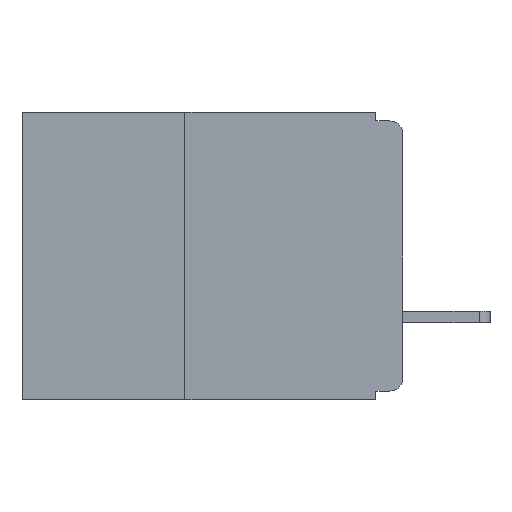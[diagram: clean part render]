
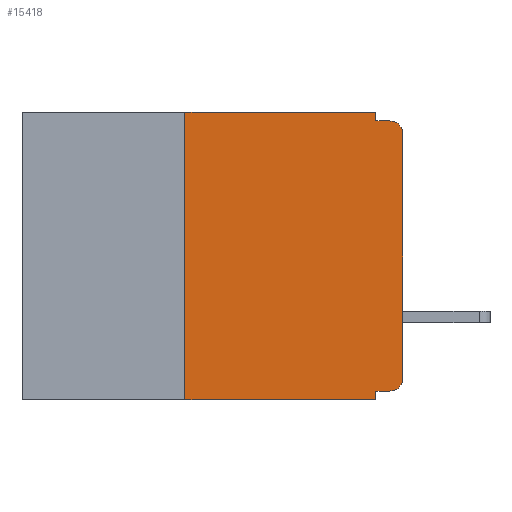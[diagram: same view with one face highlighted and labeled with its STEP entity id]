
A CAD part, left-side view. The second image highlights one B-rep face of the part: STEP entity #15418.
In plain terms, the highlighted planar face has unit normal (-1, 0, 0).
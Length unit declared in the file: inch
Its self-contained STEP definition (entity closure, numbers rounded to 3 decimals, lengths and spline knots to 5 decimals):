
#600 = DIRECTION ( 'NONE',  ( 0., 0., -1. ) ) ;
#651 = EDGE_CURVE ( 'NONE', #11763, #7809, #1961, .T. ) ;
#1105 = DIRECTION ( 'NONE',  ( 0., 0., -1. ) ) ;
#1211 = DIRECTION ( 'NONE',  ( 0., -1., 0. ) ) ;
#1216 = ORIENTED_EDGE ( 'NONE', *, *, #651, .F. ) ;
#1334 = FACE_OUTER_BOUND ( 'NONE', #8573, .T. ) ;
#1368 = EDGE_CURVE ( 'NONE', #10393, #11763, #6677, .T. ) ;
#1529 = VERTEX_POINT ( 'NONE', #7572 ) ;
#1599 = ORIENTED_EDGE ( 'NONE', *, *, #2088, .F. ) ;
#1961 = LINE ( 'NONE', #13103, #8531 ) ;
#2001 = VERTEX_POINT ( 'NONE', #9742 ) ;
#2088 = EDGE_CURVE ( 'NONE', #1529, #6044, #5179, .T. ) ;
#2332 = LINE ( 'NONE', #3973, #8895 ) ;
#2474 = DIRECTION ( 'NONE',  ( 0., 0., -1. ) ) ;
#2794 = VECTOR ( 'NONE', #11277, 39.37008 ) ;
#3098 = AXIS2_PLACEMENT_3D ( 'NONE', #12206, #8453, #600 ) ;
#3457 = ORIENTED_EDGE ( 'NONE', *, *, #16197, .F. ) ;
#3973 = CARTESIAN_POINT ( 'NONE',  ( 0., 0.437, 0. ) ) ;
#4233 = VERTEX_POINT ( 'NONE', #10994 ) ;
#4753 = VECTOR ( 'NONE', #4905, 39.37008 ) ;
#4905 = DIRECTION ( 'NONE',  ( 0., 0., -1. ) ) ;
#5179 = LINE ( 'NONE', #5984, #4753 ) ;
#5254 = DIRECTION ( 'NONE',  ( 0., -1., 0. ) ) ;
#5402 = CIRCLE ( 'NONE', #12564, 0.015 ) ;
#5704 = CARTESIAN_POINT ( 'NONE',  ( 0., 0.031, -0.33 ) ) ;
#5984 = CARTESIAN_POINT ( 'NONE',  ( 0., 0.031, 0. ) ) ;
#6044 = VERTEX_POINT ( 'NONE', #14136 ) ;
#6245 = CARTESIAN_POINT ( 'NONE',  ( 0., 0.25, -0.33 ) ) ;
#6339 = ORIENTED_EDGE ( 'NONE', *, *, #15650, .T. ) ;
#6677 = LINE ( 'NONE', #12660, #2794 ) ;
#6723 = DIRECTION ( 'NONE',  ( 0., 0., 1. ) ) ;
#7362 = ORIENTED_EDGE ( 'NONE', *, *, #11135, .T. ) ;
#7454 = VECTOR ( 'NONE', #16242, 39.37008 ) ;
#7571 = DIRECTION ( 'NONE',  ( -1., 0., 0. ) ) ;
#7572 = CARTESIAN_POINT ( 'NONE',  ( 0., 0.031, 0. ) ) ;
#7736 = CARTESIAN_POINT ( 'NONE',  ( 0., 0.437, -0.33 ) ) ;
#7809 = VERTEX_POINT ( 'NONE', #5704 ) ;
#7888 = CARTESIAN_POINT ( 'NONE',  ( 0., 0., -0.01 ) ) ;
#8293 = CARTESIAN_POINT ( 'NONE',  ( 0., 0., -0.025 ) ) ;
#8453 = DIRECTION ( 'NONE',  ( 1., 0., 0. ) ) ;
#8531 = VECTOR ( 'NONE', #2474, 39.37008 ) ;
#8573 = EDGE_LOOP ( 'NONE', ( #15347, #13654, #14031, #1599, #3457, #11958, #7362, #1216, #8995, #6339 ) ) ;
#8615 = VERTEX_POINT ( 'NONE', #16044 ) ;
#8721 = EDGE_CURVE ( 'NONE', #10243, #2001, #11835, .T. ) ;
#8895 = VECTOR ( 'NONE', #5254, 39.37008 ) ;
#8936 = EDGE_CURVE ( 'NONE', #8615, #10243, #15223, .T. ) ;
#8958 = DIRECTION ( 'NONE',  ( -1., 0., 0. ) ) ;
#8962 = LINE ( 'NONE', #7736, #11933 ) ;
#8995 = ORIENTED_EDGE ( 'NONE', *, *, #1368, .F. ) ;
#9209 = DIRECTION ( 'NONE',  ( 0., -1., 0. ) ) ;
#9742 = CARTESIAN_POINT ( 'NONE',  ( 0., 0.015, -0.01 ) ) ;
#10243 = VERTEX_POINT ( 'NONE', #8293 ) ;
#10393 = VERTEX_POINT ( 'NONE', #13659 ) ;
#10398 = CARTESIAN_POINT ( 'NONE',  ( 0., 0.25, 0. ) ) ;
#10894 = LINE ( 'NONE', #6245, #7454 ) ;
#10994 = CARTESIAN_POINT ( 'NONE',  ( 0., 0.25, -0.33 ) ) ;
#11135 = EDGE_CURVE ( 'NONE', #4233, #7809, #8962, .T. ) ;
#11177 = AXIS2_PLACEMENT_3D ( 'NONE', #16304, #8958, #1105 ) ;
#11277 = DIRECTION ( 'NONE',  ( 0., 1., 0. ) ) ;
#11726 = LINE ( 'NONE', #7888, #14931 ) ;
#11763 = VERTEX_POINT ( 'NONE', #12810 ) ;
#11816 = EDGE_CURVE ( 'NONE', #6044, #2001, #11726, .T. ) ;
#11835 = CIRCLE ( 'NONE', #11177, 0.015 ) ;
#11933 = VECTOR ( 'NONE', #1211, 39.37008 ) ;
#11958 = ORIENTED_EDGE ( 'NONE', *, *, #15995, .F. ) ;
#11998 = VECTOR ( 'NONE', #6723, 39.37008 ) ;
#12206 = CARTESIAN_POINT ( 'NONE',  ( 0., 0.437, 0. ) ) ;
#12564 = AXIS2_PLACEMENT_3D ( 'NONE', #15049, #7571, #16251 ) ;
#12660 = CARTESIAN_POINT ( 'NONE',  ( 0., 0., -0.32 ) ) ;
#12810 = CARTESIAN_POINT ( 'NONE',  ( 0., 0.031, -0.32 ) ) ;
#13103 = CARTESIAN_POINT ( 'NONE',  ( 0., 0.031, -0.33 ) ) ;
#13654 = ORIENTED_EDGE ( 'NONE', *, *, #8721, .T. ) ;
#13659 = CARTESIAN_POINT ( 'NONE',  ( 0., 0.015, -0.32 ) ) ;
#14031 = ORIENTED_EDGE ( 'NONE', *, *, #11816, .F. ) ;
#14136 = CARTESIAN_POINT ( 'NONE',  ( 0., 0.031, -0.01 ) ) ;
#14931 = VECTOR ( 'NONE', #9209, 39.37008 ) ;
#15049 = CARTESIAN_POINT ( 'NONE',  ( 0., 0.015, -0.305 ) ) ;
#15223 = LINE ( 'NONE', #15493, #11998 ) ;
#15347 = ORIENTED_EDGE ( 'NONE', *, *, #8936, .T. ) ;
#15418 = ADVANCED_FACE ( 'NONE', ( #1334 ), #15852, .F. ) ;
#15493 = CARTESIAN_POINT ( 'NONE',  ( 0., 0., 0. ) ) ;
#15650 = EDGE_CURVE ( 'NONE', #10393, #8615, #5402, .T. ) ;
#15773 = VERTEX_POINT ( 'NONE', #10398 ) ;
#15852 = PLANE ( 'NONE',  #3098 ) ;
#15995 = EDGE_CURVE ( 'NONE', #4233, #15773, #10894, .T. ) ;
#16044 = CARTESIAN_POINT ( 'NONE',  ( 0., 0., -0.305 ) ) ;
#16197 = EDGE_CURVE ( 'NONE', #15773, #1529, #2332, .T. ) ;
#16242 = DIRECTION ( 'NONE',  ( 0., 0., 1. ) ) ;
#16251 = DIRECTION ( 'NONE',  ( 0., 0., -1. ) ) ;
#16304 = CARTESIAN_POINT ( 'NONE',  ( 0., 0.015, -0.025 ) ) ;
